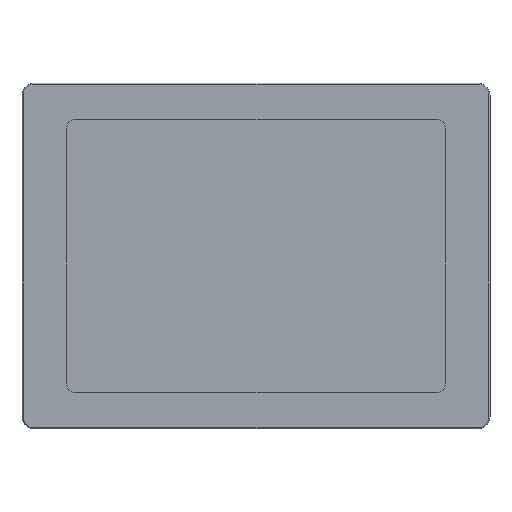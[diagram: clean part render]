
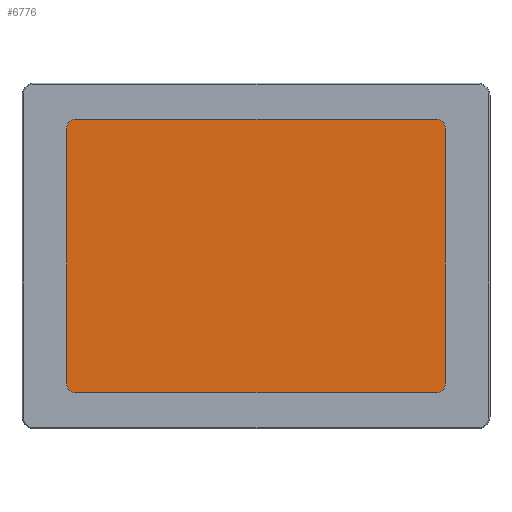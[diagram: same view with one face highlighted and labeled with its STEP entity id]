
A CAD part, top view. The second image highlights one B-rep face of the part: STEP entity #6776.
In plain terms, the highlighted planar face has unit normal (0, 0, 1).
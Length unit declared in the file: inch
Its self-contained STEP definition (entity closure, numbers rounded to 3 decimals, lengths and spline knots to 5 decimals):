
#334=PLANE('',#7211);
#578=FACE_OUTER_BOUND('',#981,.T.);
#981=EDGE_LOOP('',(#4678,#4679,#4680,#4681,#4682,#4683,#4684,#4685));
#1451=CIRCLE('',#7212,0.27121);
#1452=CIRCLE('',#7213,0.27121);
#1453=CIRCLE('',#7214,0.27121);
#1454=CIRCLE('',#7215,0.27121);
#1905=LINE('',#9973,#2428);
#1906=LINE('',#9977,#2429);
#1907=LINE('',#9981,#2430);
#1908=LINE('',#9985,#2431);
#2428=VECTOR('',#7935,0.3937);
#2429=VECTOR('',#7938,0.3937);
#2430=VECTOR('',#7941,0.3937);
#2431=VECTOR('',#7944,0.3937);
#2969=VERTEX_POINT('',#9971);
#2970=VERTEX_POINT('',#9972);
#2971=VERTEX_POINT('',#9974);
#2972=VERTEX_POINT('',#9976);
#2973=VERTEX_POINT('',#9978);
#2974=VERTEX_POINT('',#9980);
#2975=VERTEX_POINT('',#9982);
#2976=VERTEX_POINT('',#9984);
#3657=EDGE_CURVE('',#2969,#2970,#1905,.T.);
#3658=EDGE_CURVE('',#2971,#2969,#1451,.T.);
#3659=EDGE_CURVE('',#2972,#2971,#1906,.T.);
#3660=EDGE_CURVE('',#2973,#2972,#1452,.T.);
#3661=EDGE_CURVE('',#2974,#2973,#1907,.T.);
#3662=EDGE_CURVE('',#2975,#2974,#1453,.T.);
#3663=EDGE_CURVE('',#2976,#2975,#1908,.T.);
#3664=EDGE_CURVE('',#2970,#2976,#1454,.T.);
#4678=ORIENTED_EDGE('',*,*,#3657,.F.);
#4679=ORIENTED_EDGE('',*,*,#3658,.F.);
#4680=ORIENTED_EDGE('',*,*,#3659,.F.);
#4681=ORIENTED_EDGE('',*,*,#3660,.F.);
#4682=ORIENTED_EDGE('',*,*,#3661,.F.);
#4683=ORIENTED_EDGE('',*,*,#3662,.F.);
#4684=ORIENTED_EDGE('',*,*,#3663,.F.);
#4685=ORIENTED_EDGE('',*,*,#3664,.F.);
#6776=ADVANCED_FACE('',(#578),#334,.T.);
#7211=AXIS2_PLACEMENT_3D('',#9970,#7933,#7934);
#7212=AXIS2_PLACEMENT_3D('',#9975,#7936,#7937);
#7213=AXIS2_PLACEMENT_3D('',#9979,#7939,#7940);
#7214=AXIS2_PLACEMENT_3D('',#9983,#7942,#7943);
#7215=AXIS2_PLACEMENT_3D('',#9986,#7945,#7946);
#7933=DIRECTION('center_axis',(0.,0.,
1.));
#7934=DIRECTION('ref_axis',(1.,0.,0.));
#7935=DIRECTION('',(0.,1.,0.));
#7936=DIRECTION('center_axis',(0.,0.,
-1.));
#7937=DIRECTION('ref_axis',(1.,0.,0.));
#7938=DIRECTION('',(-1.,0.,0.));
#7939=DIRECTION('center_axis',(0.,0.,
-1.));
#7940=DIRECTION('ref_axis',(0.,1.,0.));
#7941=DIRECTION('',(0.,-1.,0.));
#7942=DIRECTION('center_axis',(0.,0.,
-1.));
#7943=DIRECTION('ref_axis',(-1.,0.,0.));
#7944=DIRECTION('',(1.,0.,0.));
#7945=DIRECTION('center_axis',(0.,0.,
-1.));
#7946=DIRECTION('ref_axis',(0.,-1.,0.));
#9970=CARTESIAN_POINT('Origin',(14.89167,5.11274,0.7364));
#9971=CARTESIAN_POINT('',(9.34835,1.34121,0.7364));
#9972=CARTESIAN_POINT('',(9.34835,8.87279,0.7364));
#9973=CARTESIAN_POINT('',(9.34835,3.22698,0.7364));
#9974=CARTESIAN_POINT('',(9.61956,1.07,0.7364));
#9975=CARTESIAN_POINT('Origin',(9.61956,1.34121,0.7364));
#9976=CARTESIAN_POINT('',(20.26414,1.07,0.7364));
#9977=CARTESIAN_POINT('',(17.5779,1.07,0.7364));
#9978=CARTESIAN_POINT('',(20.53535,1.34121,0.7364));
#9979=CARTESIAN_POINT('Origin',(20.26414,1.34121,0.7364));
#9980=CARTESIAN_POINT('',(20.53535,8.87279,0.7364));
#9981=CARTESIAN_POINT('',(20.53535,6.99276,0.7364));
#9982=CARTESIAN_POINT('',(20.26414,9.144,0.7364));
#9983=CARTESIAN_POINT('Origin',(20.26414,8.87279,0.7364));
#9984=CARTESIAN_POINT('',(9.61956,9.144,0.7364));
#9985=CARTESIAN_POINT('',(12.25561,9.144,0.7364));
#9986=CARTESIAN_POINT('Origin',(9.61956,8.87279,0.7364));
